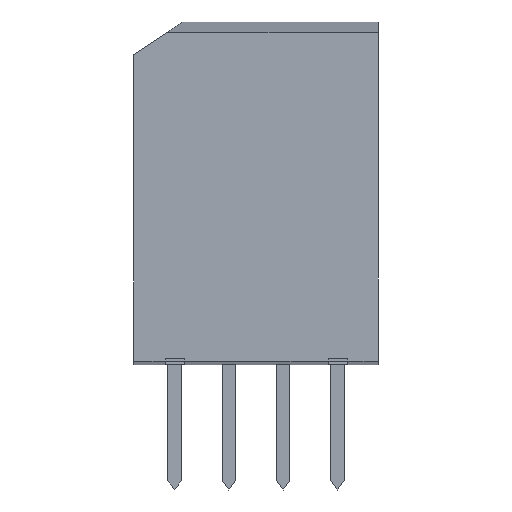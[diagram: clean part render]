
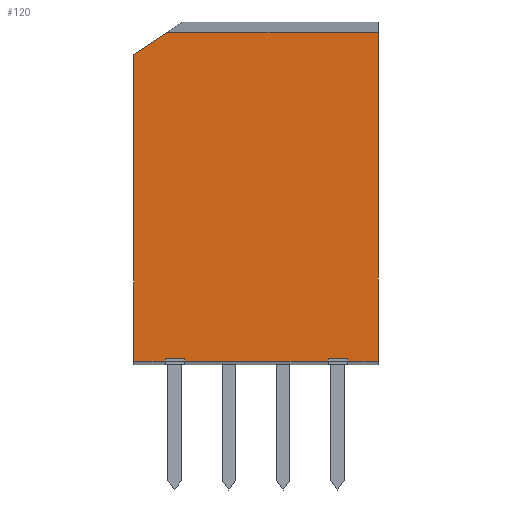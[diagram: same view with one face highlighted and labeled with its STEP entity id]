
A CAD part, front view. The second image highlights one B-rep face of the part: STEP entity #120.
In plain terms, the highlighted planar face has unit normal (0, -1, 0).
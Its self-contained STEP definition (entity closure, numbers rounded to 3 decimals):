
#40 = VERTEX_POINT('',#41);
#41 = CARTESIAN_POINT('',(-1.145,-1.8,8.683));
#47 = EDGE_CURVE('',#40,#48,#50,.T.);
#48 = VERTEX_POINT('',#49);
#49 = CARTESIAN_POINT('',(-1.145,-1.8,0.1));
#50 = LINE('',#51,#52);
#51 = CARTESIAN_POINT('',(-1.145,-1.8,9.3));
#52 = VECTOR('',#53,1.);
#53 = DIRECTION('',(0.,0.,-1.));
#103 = VERTEX_POINT('',#104);
#104 = CARTESIAN_POINT('',(-0.265,-1.8,0.1));
#110 = EDGE_CURVE('',#48,#103,#111,.T.);
#111 = LINE('',#112,#113);
#112 = CARTESIAN_POINT('',(-1.145,-1.8,0.1));
#113 = VECTOR('',#114,1.);
#114 = DIRECTION('',(1.,0.,0.));
#120 = ADVANCED_FACE('',(#121),#211,.F.);
#121 = FACE_BOUND('',#122,.F.);
#122 = EDGE_LOOP('',(#123,#124,#132,#140,#148,#156,#164,#172,#180,#188,
    #196,#204,#210));
#123 = ORIENTED_EDGE('',*,*,#47,.F.);
#124 = ORIENTED_EDGE('',*,*,#125,.T.);
#125 = EDGE_CURVE('',#40,#126,#128,.T.);
#126 = VERTEX_POINT('',#127);
#127 = CARTESIAN_POINT('',(-0.22,-1.8,9.3));
#128 = LINE('',#129,#130);
#129 = CARTESIAN_POINT('',(-1.195,-1.8,8.65));
#130 = VECTOR('',#131,1.);
#131 = DIRECTION('',(0.832,0.,0.555)
  );
#132 = ORIENTED_EDGE('',*,*,#133,.T.);
#133 = EDGE_CURVE('',#126,#134,#136,.T.);
#134 = VERTEX_POINT('',#135);
#135 = CARTESIAN_POINT('',(5.705,-1.8,9.3));
#136 = LINE('',#137,#138);
#137 = CARTESIAN_POINT('',(-1.145,-1.8,9.3));
#138 = VECTOR('',#139,1.);
#139 = DIRECTION('',(1.,0.,0.));
#140 = ORIENTED_EDGE('',*,*,#141,.T.);
#141 = EDGE_CURVE('',#134,#142,#144,.T.);
#142 = VERTEX_POINT('',#143);
#143 = CARTESIAN_POINT('',(5.705,-1.8,0.1));
#144 = LINE('',#145,#146);
#145 = CARTESIAN_POINT('',(5.705,-1.8,9.3));
#146 = VECTOR('',#147,1.);
#147 = DIRECTION('',(0.,0.,-1.));
#148 = ORIENTED_EDGE('',*,*,#149,.F.);
#149 = EDGE_CURVE('',#150,#142,#152,.T.);
#150 = VERTEX_POINT('',#151);
#151 = CARTESIAN_POINT('',(4.85,-1.8,0.1));
#152 = LINE('',#153,#154);
#153 = CARTESIAN_POINT('',(-1.145,-1.8,0.1));
#154 = VECTOR('',#155,1.);
#155 = DIRECTION('',(1.,0.,0.));
#156 = ORIENTED_EDGE('',*,*,#157,.F.);
#157 = EDGE_CURVE('',#158,#150,#160,.T.);
#158 = VERTEX_POINT('',#159);
#159 = CARTESIAN_POINT('',(4.85,-1.8,0.166));
#160 = LINE('',#161,#162);
#161 = CARTESIAN_POINT('',(4.85,-1.8,0.166));
#162 = VECTOR('',#163,1.);
#163 = DIRECTION('',(0.,0.,-1.));
#164 = ORIENTED_EDGE('',*,*,#165,.F.);
#165 = EDGE_CURVE('',#166,#158,#168,.T.);
#166 = VERTEX_POINT('',#167);
#167 = CARTESIAN_POINT('',(4.299,-1.8,0.166));
#168 = LINE('',#169,#170);
#169 = CARTESIAN_POINT('',(4.299,-1.8,0.166));
#170 = VECTOR('',#171,1.);
#171 = DIRECTION('',(1.,0.,0.));
#172 = ORIENTED_EDGE('',*,*,#173,.F.);
#173 = EDGE_CURVE('',#174,#166,#176,.T.);
#174 = VERTEX_POINT('',#175);
#175 = CARTESIAN_POINT('',(4.299,-1.8,0.1));
#176 = LINE('',#177,#178);
#177 = CARTESIAN_POINT('',(4.299,-1.8,0.003));
#178 = VECTOR('',#179,1.);
#179 = DIRECTION('',(0.,0.,1.));
#180 = ORIENTED_EDGE('',*,*,#181,.F.);
#181 = EDGE_CURVE('',#182,#174,#184,.T.);
#182 = VERTEX_POINT('',#183);
#183 = CARTESIAN_POINT('',(0.286,-1.8,0.1));
#184 = LINE('',#185,#186);
#185 = CARTESIAN_POINT('',(-1.145,-1.8,0.1));
#186 = VECTOR('',#187,1.);
#187 = DIRECTION('',(1.,0.,0.));
#188 = ORIENTED_EDGE('',*,*,#189,.F.);
#189 = EDGE_CURVE('',#190,#182,#192,.T.);
#190 = VERTEX_POINT('',#191);
#191 = CARTESIAN_POINT('',(0.286,-1.8,0.163));
#192 = LINE('',#193,#194);
#193 = CARTESIAN_POINT('',(0.286,-1.8,0.163));
#194 = VECTOR('',#195,1.);
#195 = DIRECTION('',(0.,0.,-1.));
#196 = ORIENTED_EDGE('',*,*,#197,.F.);
#197 = EDGE_CURVE('',#198,#190,#200,.T.);
#198 = VERTEX_POINT('',#199);
#199 = CARTESIAN_POINT('',(-0.265,-1.8,0.163));
#200 = LINE('',#201,#202);
#201 = CARTESIAN_POINT('',(-0.265,-1.8,0.163));
#202 = VECTOR('',#203,1.);
#203 = DIRECTION('',(1.,0.,0.));
#204 = ORIENTED_EDGE('',*,*,#205,.F.);
#205 = EDGE_CURVE('',#103,#198,#206,.T.);
#206 = LINE('',#207,#208);
#207 = CARTESIAN_POINT('',(-0.265,-1.8,0.));
#208 = VECTOR('',#209,1.);
#209 = DIRECTION('',(0.,0.,1.));
#210 = ORIENTED_EDGE('',*,*,#110,.F.);
#211 = PLANE('',#212);
#212 = AXIS2_PLACEMENT_3D('',#213,#214,#215);
#213 = CARTESIAN_POINT('',(-1.145,-1.8,9.3));
#214 = DIRECTION('',(0.,1.,0.));
#215 = DIRECTION('',(0.,0.,-1.));
